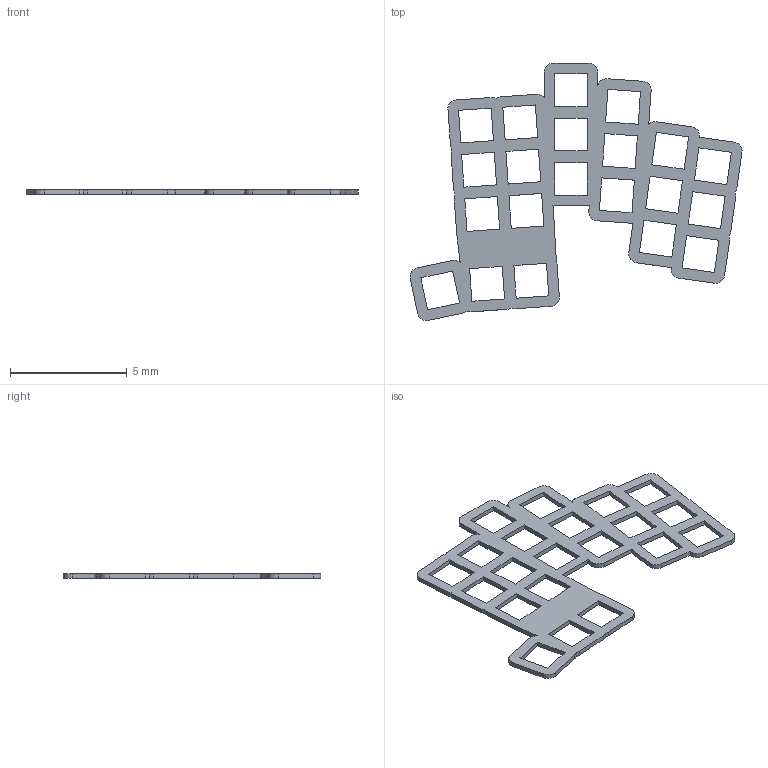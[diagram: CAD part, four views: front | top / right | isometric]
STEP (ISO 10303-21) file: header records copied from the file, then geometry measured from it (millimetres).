
FILE_DESCRIPTION(/* description */ (''),/* implementation_level */ '2;1');
FILE_NAME(/* name */ 'plate2',/* time_stamp */ '2025-02-17T21:11:16+03:00',/* author */ (''),/* organization */ (''),/* preprocessor_version */ 'ST-DEVELOPER v19.2',/* originating_system */ 'Rhino 8.9',/* authorisation */ '');
FILE_SCHEMA (('CONFIG_CONTROL_DESIGN'));
Length unit declared in the file: millimetre
Products named in the file (1): Document
Bounding box: 14.22 x 11.02 x 0.2 mm (x, y, z)
Volume: 10.4 mm3; surface area: 138.4 mm2
Topology: 1 solids, 1 shells, 152 faces, 450 edges, 300 vertices
Faces by surface type: plane 119, cylinder 33
Entity records: 4816 total; most frequent: CARTESIAN_POINT 1486, ORIENTED_EDGE 900, EDGE_CURVE 450, VERTEX_POINT 300, DIRECTION 292, B_SPLINE_CURVE_WITH_KNOTS 252, AXIS2_PLACEMENT_3D 222, EDGE_LOOP 194
